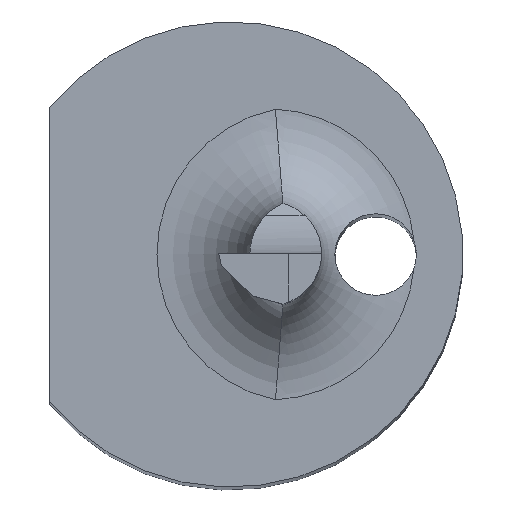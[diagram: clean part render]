
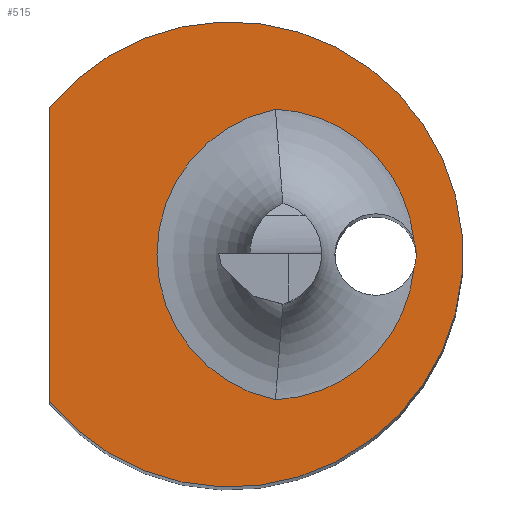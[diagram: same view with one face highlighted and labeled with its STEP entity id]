
A CAD part, top view. The second image highlights one B-rep face of the part: STEP entity #515.
In plain terms, the highlighted planar face has unit normal (0, 0, 1).
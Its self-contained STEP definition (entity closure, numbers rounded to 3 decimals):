
#16 = DIRECTION ( 'NONE',  ( 0., 0., -1. ) ) ;
#21 = DIRECTION ( 'NONE',  ( 0., -1., 0. ) ) ;
#46 = VERTEX_POINT ( 'NONE', #725 ) ;
#55 = VERTEX_POINT ( 'NONE', #331 ) ;
#81 = CARTESIAN_POINT ( 'NONE',  ( 1.579, 0.118, 15.3 ) ) ;
#88 = CARTESIAN_POINT ( 'NONE',  ( -1.55, -1.264, 15.3 ) ) ;
#91 = DIRECTION ( 'NONE',  ( 0., 0., 1. ) ) ;
#122 = CARTESIAN_POINT ( 'NONE',  ( 0.335, 0., 15.3 ) ) ;
#162 = EDGE_CURVE ( 'NONE', #46, #875, #389, .T. ) ;
#178 = EDGE_CURVE ( 'NONE', #608, #55, #340, .T. ) ;
#209 = DIRECTION ( 'NONE',  ( -1., 0., 0. ) ) ;
#220 = FACE_BOUND ( 'NONE', #262, .T. ) ;
#236 = ORIENTED_EDGE ( 'NONE', *, *, #720, .F. ) ;
#240 = CIRCLE ( 'NONE', #254, 1.275 ) ;
#254 = AXIS2_PLACEMENT_3D ( 'NONE', #416, #270, #209 ) ;
#262 = EDGE_LOOP ( 'NONE', ( #390, #381, #236, #492 ) ) ;
#270 = DIRECTION ( 'NONE',  ( 0., 0., 1. ) ) ;
#293 = AXIS2_PLACEMENT_3D ( 'NONE', #821, #486, #673 ) ;
#300 = AXIS2_PLACEMENT_3D ( 'NONE', #122, #625, #655 ) ;
#331 = CARTESIAN_POINT ( 'NONE',  ( 1.579, -0.118, 15.3 ) ) ;
#340 = CIRCLE ( 'NONE', #367, 1.25 ) ;
#359 = CARTESIAN_POINT ( 'NONE',  ( 0., 0., 15.3 ) ) ;
#364 = EDGE_CURVE ( 'NONE', #743, #55, #694, .T. ) ;
#367 = AXIS2_PLACEMENT_3D ( 'NONE', #585, #91, #508 ) ;
#381 = ORIENTED_EDGE ( 'NONE', *, *, #178, .F. ) ;
#389 = LINE ( 'NONE', #442, #489 ) ;
#390 = ORIENTED_EDGE ( 'NONE', *, *, #364, .T. ) ;
#416 = CARTESIAN_POINT ( 'NONE',  ( 0.645, 0., 15.3 ) ) ;
#442 = CARTESIAN_POINT ( 'NONE',  ( -1.55, 0., 15.3 ) ) ;
#446 = FACE_OUTER_BOUND ( 'NONE', #594, .T. ) ;
#468 = ORIENTED_EDGE ( 'NONE', *, *, #162, .T. ) ;
#483 = CARTESIAN_POINT ( 'NONE',  ( 0., 0., 15.3 ) ) ;
#486 = DIRECTION ( 'NONE',  ( 0., 0., -1. ) ) ;
#489 = VECTOR ( 'NONE', #21, 1000. ) ;
#492 = ORIENTED_EDGE ( 'NONE', *, *, #573, .F. ) ;
#507 = DIRECTION ( 'NONE',  ( 0., 0., 1. ) ) ;
#508 = DIRECTION ( 'NONE',  ( -1., 0., 0. ) ) ;
#515 = ADVANCED_FACE ( 'NONE', ( #220, #446 ), #726, .T. ) ;
#541 = VERTEX_POINT ( 'NONE', #623 ) ;
#573 = EDGE_CURVE ( 'NONE', #743, #541, #741, .T. ) ;
#578 = EDGE_CURVE ( 'NONE', #46, #875, #642, .T. ) ;
#585 = CARTESIAN_POINT ( 'NONE',  ( 0.335, 0., 15.3 ) ) ;
#594 = EDGE_LOOP ( 'NONE', ( #680, #468 ) ) ;
#605 = AXIS2_PLACEMENT_3D ( 'NONE', #359, #507, #906 ) ;
#608 = VERTEX_POINT ( 'NONE', #793 ) ;
#623 = CARTESIAN_POINT ( 'NONE',  ( 0.388, 1.249, 15.3 ) ) ;
#625 = DIRECTION ( 'NONE',  ( 0., 0., 1. ) ) ;
#632 = AXIS2_PLACEMENT_3D ( 'NONE', #483, #16, #757 ) ;
#642 = CIRCLE ( 'NONE', #632, 2. ) ;
#655 = DIRECTION ( 'NONE',  ( -1., 0., 0. ) ) ;
#673 = DIRECTION ( 'NONE',  ( -1., 0., 0. ) ) ;
#680 = ORIENTED_EDGE ( 'NONE', *, *, #578, .F. ) ;
#694 = CIRCLE ( 'NONE', #293, 0.35 ) ;
#720 = EDGE_CURVE ( 'NONE', #541, #608, #240, .T. ) ;
#725 = CARTESIAN_POINT ( 'NONE',  ( -1.55, 1.264, 15.3 ) ) ;
#726 = PLANE ( 'NONE',  #605 ) ;
#741 = CIRCLE ( 'NONE', #300, 1.25 ) ;
#743 = VERTEX_POINT ( 'NONE', #81 ) ;
#757 = DIRECTION ( 'NONE',  ( -1., 0., 0. ) ) ;
#793 = CARTESIAN_POINT ( 'NONE',  ( 0.388, -1.249, 15.3 ) ) ;
#821 = CARTESIAN_POINT ( 'NONE',  ( 1.25, 0., 15.3 ) ) ;
#875 = VERTEX_POINT ( 'NONE', #88 ) ;
#906 = DIRECTION ( 'NONE',  ( -1., 0., 0. ) ) ;
